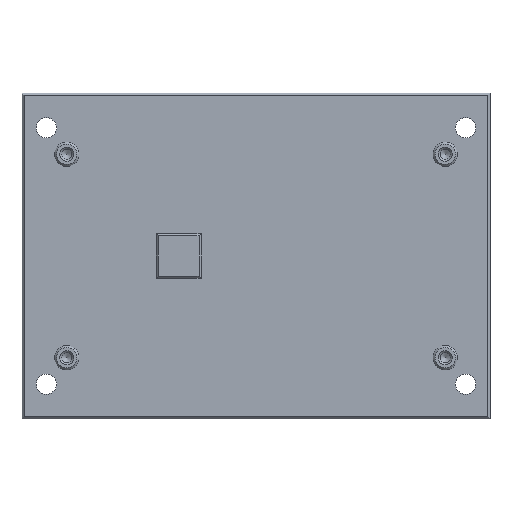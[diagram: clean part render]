
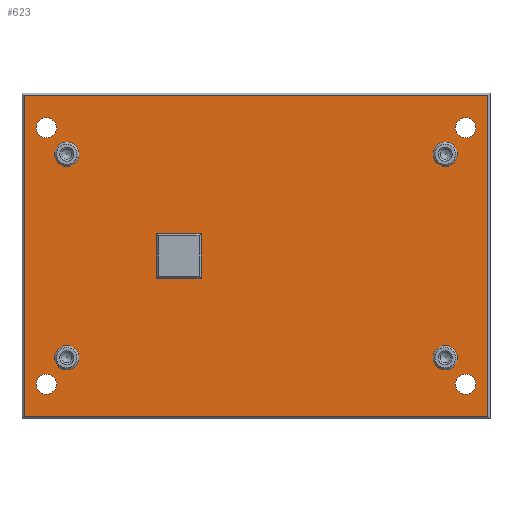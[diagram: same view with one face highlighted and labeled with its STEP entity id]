
A CAD part, front view. The second image highlights one B-rep face of the part: STEP entity #623.
In plain terms, the highlighted planar face has unit normal (0, -1, 0).
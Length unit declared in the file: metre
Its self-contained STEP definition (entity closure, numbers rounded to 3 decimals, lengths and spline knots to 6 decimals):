
#40=CIRCLE('',#684,0.003);
#41=CIRCLE('',#685,0.003);
#42=CIRCLE('',#686,0.0025);
#43=CIRCLE('',#687,0.0025);
#44=CIRCLE('',#688,0.0025);
#45=CIRCLE('',#689,0.0025);
#46=CIRCLE('',#690,0.003);
#47=CIRCLE('',#691,0.003);
#72=ORIENTED_EDGE('',*,*,#216,.T.);
#73=ORIENTED_EDGE('',*,*,#217,.T.);
#74=ORIENTED_EDGE('',*,*,#218,.T.);
#75=ORIENTED_EDGE('',*,*,#219,.T.);
#76=ORIENTED_EDGE('',*,*,#220,.F.);
#77=ORIENTED_EDGE('',*,*,#221,.F.);
#78=ORIENTED_EDGE('',*,*,#222,.T.);
#79=ORIENTED_EDGE('',*,*,#223,.T.);
#80=ORIENTED_EDGE('',*,*,#224,.T.);
#81=ORIENTED_EDGE('',*,*,#225,.T.);
#82=ORIENTED_EDGE('',*,*,#226,.T.);
#83=ORIENTED_EDGE('',*,*,#227,.T.);
#84=ORIENTED_EDGE('',*,*,#228,.T.);
#85=ORIENTED_EDGE('',*,*,#229,.T.);
#86=ORIENTED_EDGE('',*,*,#230,.F.);
#87=ORIENTED_EDGE('',*,*,#231,.F.);
#216=EDGE_CURVE('',#288,#289,#348,.T.);
#217=EDGE_CURVE('',#289,#290,#349,.T.);
#218=EDGE_CURVE('',#290,#291,#350,.T.);
#219=EDGE_CURVE('',#291,#288,#351,.T.);
#220=EDGE_CURVE('',#292,#293,#352,.T.);
#221=EDGE_CURVE('',#294,#292,#353,.T.);
#222=EDGE_CURVE('',#294,#295,#354,.T.);
#223=EDGE_CURVE('',#295,#293,#355,.T.);
#224=EDGE_CURVE('',#296,#296,#40,.F.);
#225=EDGE_CURVE('',#297,#297,#41,.F.);
#226=EDGE_CURVE('',#298,#298,#42,.F.);
#227=EDGE_CURVE('',#299,#299,#43,.F.);
#228=EDGE_CURVE('',#300,#300,#44,.F.);
#229=EDGE_CURVE('',#301,#301,#45,.F.);
#230=EDGE_CURVE('',#302,#302,#46,.T.);
#231=EDGE_CURVE('',#303,#303,#47,.T.);
#288=VERTEX_POINT('',#965);
#289=VERTEX_POINT('',#966);
#290=VERTEX_POINT('',#968);
#291=VERTEX_POINT('',#970);
#292=VERTEX_POINT('',#973);
#293=VERTEX_POINT('',#974);
#294=VERTEX_POINT('',#976);
#295=VERTEX_POINT('',#978);
#296=VERTEX_POINT('',#981);
#297=VERTEX_POINT('',#983);
#298=VERTEX_POINT('',#985);
#299=VERTEX_POINT('',#987);
#300=VERTEX_POINT('',#989);
#301=VERTEX_POINT('',#991);
#302=VERTEX_POINT('',#993);
#303=VERTEX_POINT('',#995);
#348=LINE('',#964,#388);
#349=LINE('',#967,#389);
#350=LINE('',#969,#390);
#351=LINE('',#971,#391);
#352=LINE('',#972,#392);
#353=LINE('',#975,#393);
#354=LINE('',#977,#394);
#355=LINE('',#979,#395);
#388=VECTOR('',#766,1.);
#389=VECTOR('',#767,1.);
#390=VECTOR('',#768,1.);
#391=VECTOR('',#769,1.);
#392=VECTOR('',#770,1.);
#393=VECTOR('',#771,1.);
#394=VECTOR('',#772,1.);
#395=VECTOR('',#773,1.);
#428=EDGE_LOOP('',(#72,#73,#74,#75));
#429=EDGE_LOOP('',(#76,#77,#78,#79));
#430=EDGE_LOOP('',(#80));
#431=EDGE_LOOP('',(#81));
#432=EDGE_LOOP('',(#82));
#433=EDGE_LOOP('',(#83));
#434=EDGE_LOOP('',(#84));
#435=EDGE_LOOP('',(#85));
#436=EDGE_LOOP('',(#86));
#437=EDGE_LOOP('',(#87));
#512=FACE_BOUND('',#428,.T.);
#513=FACE_BOUND('',#429,.T.);
#514=FACE_BOUND('',#430,.T.);
#515=FACE_BOUND('',#431,.T.);
#516=FACE_BOUND('',#432,.T.);
#517=FACE_BOUND('',#433,.T.);
#518=FACE_BOUND('',#434,.T.);
#519=FACE_BOUND('',#435,.T.);
#520=FACE_BOUND('',#436,.T.);
#521=FACE_BOUND('',#437,.T.);
#600=PLANE('',#683);
#623=ADVANCED_FACE('',(#512,#513,#514,#515,#516,#517,#518,#519,#520,#521),
#600,.T.);
#683=AXIS2_PLACEMENT_3D('',#963,#764,#765);
#684=AXIS2_PLACEMENT_3D('',#980,#774,#775);
#685=AXIS2_PLACEMENT_3D('',#982,#776,#777);
#686=AXIS2_PLACEMENT_3D('',#984,#778,#779);
#687=AXIS2_PLACEMENT_3D('',#986,#780,#781);
#688=AXIS2_PLACEMENT_3D('',#988,#782,#783);
#689=AXIS2_PLACEMENT_3D('',#990,#784,#785);
#690=AXIS2_PLACEMENT_3D('',#992,#786,#787);
#691=AXIS2_PLACEMENT_3D('',#994,#788,#789);
#764=DIRECTION('',(0.,-1.,0.));
#765=DIRECTION('',(1.,0.,0.));
#766=DIRECTION('',(-1.,0.,0.));
#767=DIRECTION('',(0.,0.,-1.));
#768=DIRECTION('',(1.,0.,0.));
#769=DIRECTION('',(0.,0.,1.));
#770=DIRECTION('',(1.,0.,0.));
#771=DIRECTION('',(0.,0.,-1.));
#772=DIRECTION('',(1.,0.,0.));
#773=DIRECTION('',(0.,0.,-1.));
#774=DIRECTION('',(0.,-1.,0.));
#775=DIRECTION('',(0.,0.,-1.));
#776=DIRECTION('',(0.,-1.,0.));
#777=DIRECTION('',(0.,0.,-1.));
#778=DIRECTION('',(0.,-1.,0.));
#779=DIRECTION('',(0.,0.,-1.));
#780=DIRECTION('',(0.,-1.,0.));
#781=DIRECTION('',(0.,0.,-1.));
#782=DIRECTION('',(0.,-1.,0.));
#783=DIRECTION('',(0.,0.,-1.));
#784=DIRECTION('',(0.,-1.,0.));
#785=DIRECTION('',(0.,0.,-1.));
#786=DIRECTION('',(0.,-1.,0.));
#787=DIRECTION('',(0.,0.,-1.));
#788=DIRECTION('',(0.,-1.,0.));
#789=DIRECTION('',(0.,0.,-1.));
#963=CARTESIAN_POINT('',(0.,-0.003,0.));
#964=CARTESIAN_POINT('',(-0.0575,-0.003,0.0395));
#965=CARTESIAN_POINT('',(0.057,-0.003,0.0395));
#966=CARTESIAN_POINT('',(-0.057,-0.003,0.0395));
#967=CARTESIAN_POINT('',(-0.057,-0.003,0.));
#968=CARTESIAN_POINT('',(-0.057,-0.003,-0.0395));
#969=CARTESIAN_POINT('',(0.,-0.003,-0.0395));
#970=CARTESIAN_POINT('',(0.057,-0.003,-0.0395));
#971=CARTESIAN_POINT('',(0.057,-0.003,0.04));
#972=CARTESIAN_POINT('',(0.,-0.003,-0.0055));
#973=CARTESIAN_POINT('',(-0.0245,-0.003,-0.0055));
#974=CARTESIAN_POINT('',(-0.0135,-0.003,-0.0055));
#975=CARTESIAN_POINT('',(-0.0245,-0.003,0.));
#976=CARTESIAN_POINT('',(-0.0245,-0.003,0.0055));
#977=CARTESIAN_POINT('',(0.,-0.003,0.0055));
#978=CARTESIAN_POINT('',(-0.0135,-0.003,0.0055));
#979=CARTESIAN_POINT('',(-0.0135,-0.003,0.));
#980=CARTESIAN_POINT('',(-0.0465,-0.003,0.025));
#981=CARTESIAN_POINT('',(-0.0465,-0.003,0.022));
#982=CARTESIAN_POINT('',(-0.0465,-0.003,-0.025));
#983=CARTESIAN_POINT('',(-0.0465,-0.003,-0.028));
#984=CARTESIAN_POINT('',(0.0515,-0.003,0.0315));
#985=CARTESIAN_POINT('',(0.0515,-0.003,0.029));
#986=CARTESIAN_POINT('',(0.0515,-0.003,-0.0315));
#987=CARTESIAN_POINT('',(0.0515,-0.003,-0.034));
#988=CARTESIAN_POINT('',(-0.0515,-0.003,-0.0315));
#989=CARTESIAN_POINT('',(-0.0515,-0.003,-0.034));
#990=CARTESIAN_POINT('',(-0.0515,-0.003,0.0315));
#991=CARTESIAN_POINT('',(-0.0515,-0.003,0.029));
#992=CARTESIAN_POINT('',(0.0465,-0.003,0.025));
#993=CARTESIAN_POINT('',(0.0465,-0.003,0.022));
#994=CARTESIAN_POINT('',(0.0465,-0.003,-0.025));
#995=CARTESIAN_POINT('',(0.0465,-0.003,-0.028));
